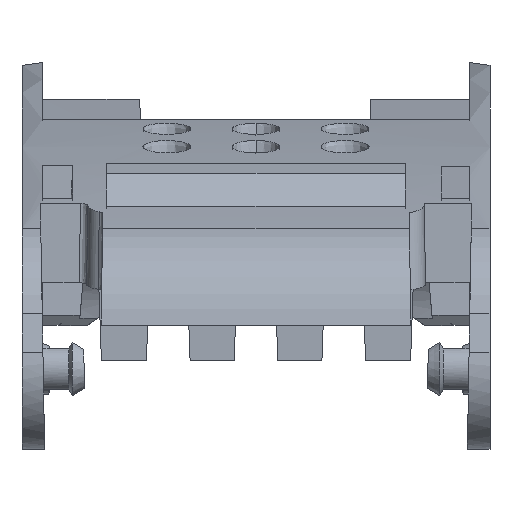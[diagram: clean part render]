
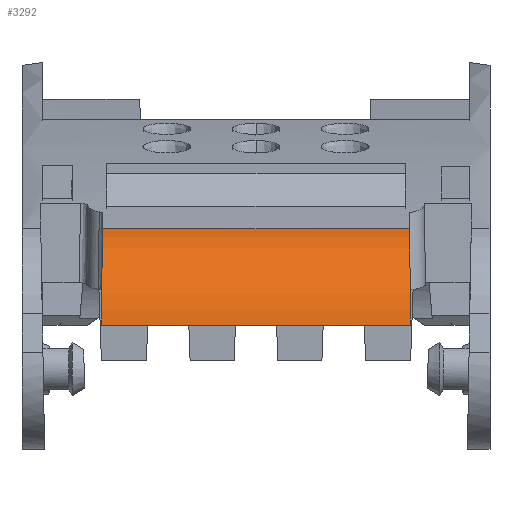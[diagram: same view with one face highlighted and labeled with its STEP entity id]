
A CAD part, front view. The second image highlights one B-rep face of the part: STEP entity #3292.
In plain terms, the highlighted cylindrical face has radius 8 mm (diameter 16 mm), a partial arc.
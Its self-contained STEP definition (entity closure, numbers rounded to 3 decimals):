
#2692=CYLINDRICAL_SURFACE('',#10190,8.);
#3292=ADVANCED_FACE('',(#3843),#2692,.T.);
#3843=FACE_OUTER_BOUND('',#4234,.T.);
#4234=EDGE_LOOP('',(#7039,#7040,#7041,#7042));
#4400=LINE('',#12266,#5056);
#4433=LINE('',#13049,#5089);
#5056=VECTOR('',#10443,1.);
#5089=VECTOR('',#10548,1.);
#7039=ORIENTED_EDGE('',*,*,#9426,.T.);
#7040=ORIENTED_EDGE('',*,*,#8640,.F.);
#7041=ORIENTED_EDGE('',*,*,#9427,.F.);
#7042=ORIENTED_EDGE('',*,*,#8726,.F.);
#7902=VERTEX_POINT('',#12265);
#7903=VERTEX_POINT('',#12267);
#7980=VERTEX_POINT('',#13048);
#7981=VERTEX_POINT('',#13050);
#8640=EDGE_CURVE('',#7902,#7903,#4400,.T.);
#8726=EDGE_CURVE('',#7980,#7981,#4433,.T.);
#9426=EDGE_CURVE('',#7980,#7903,#9777,.T.);
#9427=EDGE_CURVE('',#7981,#7902,#9778,.T.);
#9777=ELLIPSE('',#10187,8.001,8.);
#9778=ELLIPSE('',#10189,8.001,8.);
#10187=AXIS2_PLACEMENT_3D('',#21768,#11629,#11630);
#10189=AXIS2_PLACEMENT_3D('',#21770,#11633,#11634);
#10190=AXIS2_PLACEMENT_3D('',#21771,#11635,#11636);
#10443=DIRECTION('',(-1.,0.,0.));
#10548=DIRECTION('',(1.,0.,0.));
#11629=DIRECTION('',(1.,0.,-0.017));
#11630=DIRECTION('',(0.017,0.,1.));
#11633=DIRECTION('',(1.,0.,0.017));
#11634=DIRECTION('',(0.017,0.,-1.));
#11635=DIRECTION('',(1.,0.,0.));
#11636=DIRECTION('',(0.,-0.35,0.937));
#12265=CARTESIAN_POINT('',(26.598,0.557,8.492));
#12266=CARTESIAN_POINT('',(26.398,0.557,8.492));
#12267=CARTESIAN_POINT('',(5.402,0.557,8.492));
#13048=CARTESIAN_POINT('',(5.518,5.705,15.1));
#13049=CARTESIAN_POINT('',(10.855,5.705,15.1));
#13050=CARTESIAN_POINT('',(26.482,5.705,15.1));
#21768=CARTESIAN_POINT('',(5.387,8.507,7.606));
#21770=CARTESIAN_POINT('',(26.613,8.507,7.606));
#21771=CARTESIAN_POINT('',(8.,8.507,7.606));
